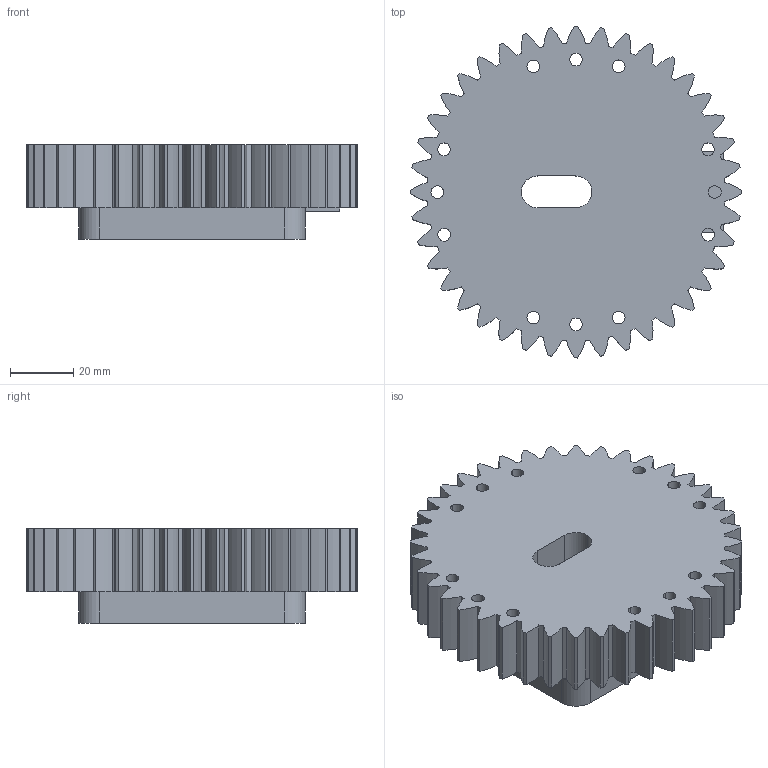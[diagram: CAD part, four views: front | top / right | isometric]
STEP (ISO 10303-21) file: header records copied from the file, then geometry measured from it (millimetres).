
FILE_DESCRIPTION(/* description */ (''),/* implementation_level */ '2;1');
FILE_NAME(/* name */ 'part1-big-cog',/* time_stamp */ '2024-11-03T15:46:34Z',/* author */ (''),/* organization */ (''),/* preprocessor_version */ 'ST-DEVELOPER v19.2',/* originating_system */ 'Rhino 8.12',/* authorisation */ '');
FILE_SCHEMA (('CONFIG_CONTROL_DESIGN'));
Length unit declared in the file: centimetre
Products named in the file (1): Document
Bounding box: 104.99 x 104.99 x 29.88 mm (x, y, z)
Volume: 173840.1 mm3; surface area: 42069.1 mm2
Topology: 3 solids, 3 shells, 307 faces, 906 edges, 605 vertices
Faces by surface type: plane 144, bspline 120, cylinder 43
Entity records: 20699 total; most frequent: CARTESIAN_POINT 14379, ORIENTED_EDGE 1806, EDGE_CURVE 903, B_SPLINE_CURVE_WITH_KNOTS 801, VERTEX_POINT 602, DIRECTION 367, EDGE_LOOP 343, ADVANCED_FACE 307
